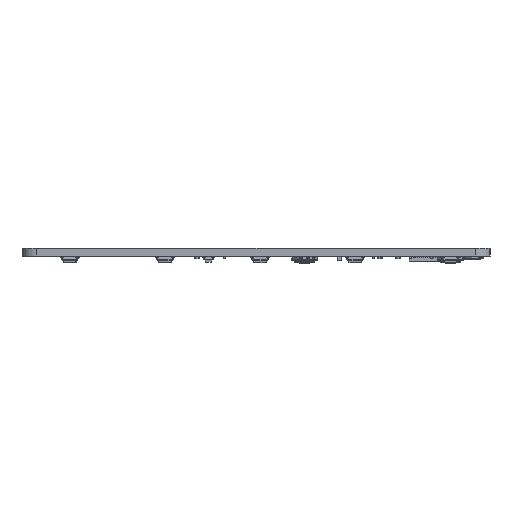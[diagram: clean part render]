
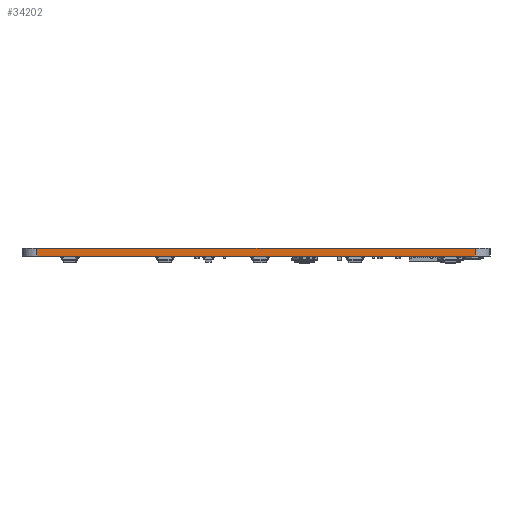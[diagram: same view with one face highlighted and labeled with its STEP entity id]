
A CAD part, left-side view. The second image highlights one B-rep face of the part: STEP entity #34202.
In plain terms, the highlighted planar face has unit normal (-1, 0, 0).
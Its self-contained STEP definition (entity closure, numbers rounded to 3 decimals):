
#26569 = VERTEX_POINT('',#26570);
#26570 = CARTESIAN_POINT('',(15.875,-18.875,0.));
#26577 = EDGE_CURVE('',#26578,#26569,#26580,.T.);
#26578 = VERTEX_POINT('',#26579);
#26579 = CARTESIAN_POINT('',(15.875,-106.538,0.));
#26580 = LINE('',#26581,#26582);
#26581 = CARTESIAN_POINT('',(15.875,-106.538,0.));
#26582 = VECTOR('',#26583,1.);
#26583 = DIRECTION('',(0.,1.,0.));
#30372 = VERTEX_POINT('',#30373);
#30373 = CARTESIAN_POINT('',(15.875,-18.875,1.6));
#30380 = EDGE_CURVE('',#30381,#30372,#30383,.T.);
#30381 = VERTEX_POINT('',#30382);
#30382 = CARTESIAN_POINT('',(15.875,-106.538,1.6));
#30383 = LINE('',#30384,#30385);
#30384 = CARTESIAN_POINT('',(15.875,-106.538,1.6));
#30385 = VECTOR('',#30386,1.);
#30386 = DIRECTION('',(0.,1.,0.));
#34172 = EDGE_CURVE('',#26569,#30372,#34173,.T.);
#34173 = LINE('',#34174,#34175);
#34174 = CARTESIAN_POINT('',(15.875,-18.875,0.));
#34175 = VECTOR('',#34176,1.);
#34176 = DIRECTION('',(0.,0.,1.));
#34202 = ADVANCED_FACE('',(#34203),#34214,.T.);
#34203 = FACE_BOUND('',#34204,.T.);
#34204 = EDGE_LOOP('',(#34205,#34211,#34212,#34213));
#34205 = ORIENTED_EDGE('',*,*,#34206,.T.);
#34206 = EDGE_CURVE('',#26578,#30381,#34207,.T.);
#34207 = LINE('',#34208,#34209);
#34208 = CARTESIAN_POINT('',(15.875,-106.538,0.));
#34209 = VECTOR('',#34210,1.);
#34210 = DIRECTION('',(0.,0.,1.));
#34211 = ORIENTED_EDGE('',*,*,#30380,.T.);
#34212 = ORIENTED_EDGE('',*,*,#34172,.F.);
#34213 = ORIENTED_EDGE('',*,*,#26577,.F.);
#34214 = PLANE('',#34215);
#34215 = AXIS2_PLACEMENT_3D('',#34216,#34217,#34218);
#34216 = CARTESIAN_POINT('',(15.875,-106.538,0.));
#34217 = DIRECTION('',(-1.,0.,0.));
#34218 = DIRECTION('',(0.,1.,0.));
